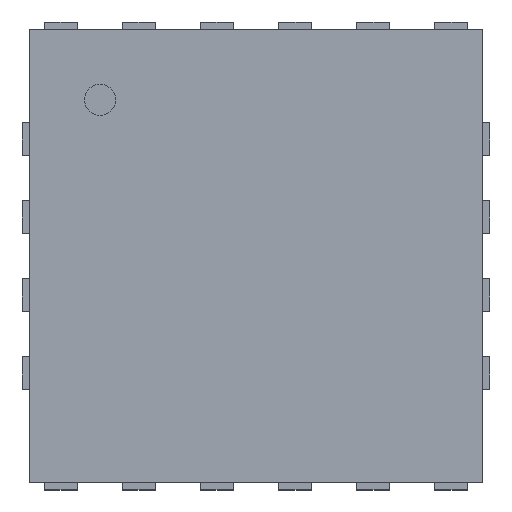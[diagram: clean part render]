
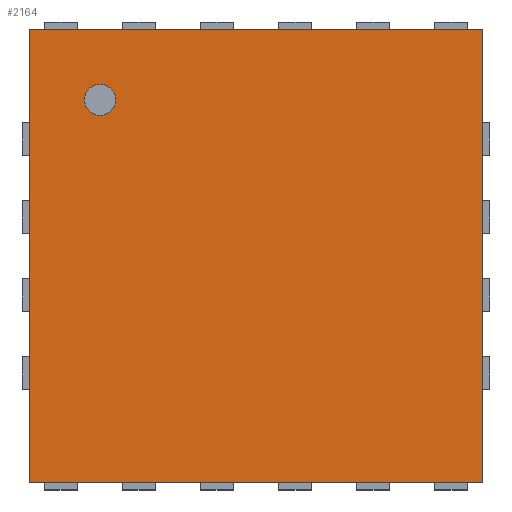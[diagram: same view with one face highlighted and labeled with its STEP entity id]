
A CAD part, top view. The second image highlights one B-rep face of the part: STEP entity #2164.
In plain terms, the highlighted planar face has unit normal (0, 0, 1).
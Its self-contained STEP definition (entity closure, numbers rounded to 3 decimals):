
#13=DIRECTION('',(0.,0.,1.));
#117=DIRECTION('',(0.,0.,-1.));
#149=VECTOR('',#150,1.);
#150=DIRECTION('',(1.,0.,0.));
#156=VECTOR('',#157,1.);
#157=DIRECTION('',(0.,-1.,0.));
#616=ORIENTED_EDGE('',*,*,#617,.F.);
#617=EDGE_CURVE('',#618,#620,#622,.T.);
#618=VERTEX_POINT('',#619);
#619=CARTESIAN_POINT('',(-1.45,1.45,0.6));
#620=VERTEX_POINT('',#621);
#621=CARTESIAN_POINT('',(1.45,1.45,0.6));
#622=LINE('',#619,#149);
#737=ORIENTED_EDGE('',*,*,#738,.T.);
#738=EDGE_CURVE('',#618,#739,#741,.T.);
#739=VERTEX_POINT('',#740);
#740=CARTESIAN_POINT('',(-1.45,-1.45,0.6));
#741=LINE('',#619,#156);
#1282=EDGE_CURVE('',#739,#1283,#1285,.T.);
#1283=VERTEX_POINT('',#1284);
#1284=CARTESIAN_POINT('',(1.45,-1.45,0.6));
#1285=LINE('',#740,#149);
#1613=EDGE_CURVE('',#620,#1283,#1614,.T.);
#1614=LINE('',#621,#156);
#2164=ADVANCED_FACE('',(#2165,#2169),#2178,.T.);
#2165=FACE_BOUND('',#2166,.T.);
#2166=EDGE_LOOP('',(#616,#737,#2167,#2168));
#2167=ORIENTED_EDGE('',*,*,#1282,.T.);
#2168=ORIENTED_EDGE('',*,*,#1613,.F.);
#2169=FACE_BOUND('',#2170,.T.);
#2170=EDGE_LOOP('',(#2171));
#2171=ORIENTED_EDGE('',*,*,#2172,.T.);
#2172=EDGE_CURVE('',#2173,#2173,#2175,.T.);
#2173=VERTEX_POINT('',#2174);
#2174=CARTESIAN_POINT('',(-1.,0.9,0.6));
#2175=CIRCLE('',#2176,0.1);
#2176=AXIS2_PLACEMENT_3D('',#2177,#117,#157);
#2177=CARTESIAN_POINT('',(-1.,1.,0.6));
#2178=PLANE('',#2179);
#2179=AXIS2_PLACEMENT_3D('',#619,#13,#157);
